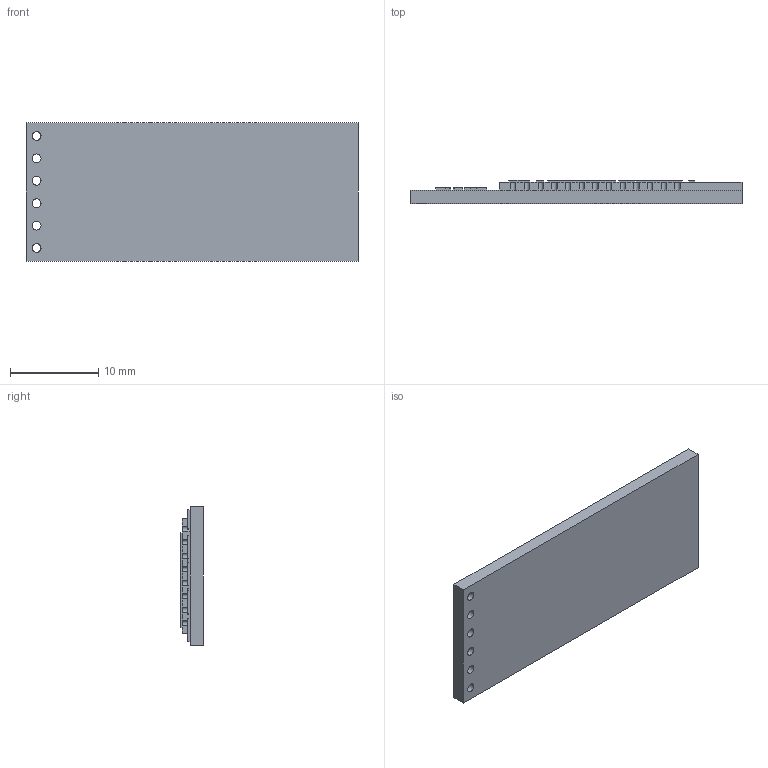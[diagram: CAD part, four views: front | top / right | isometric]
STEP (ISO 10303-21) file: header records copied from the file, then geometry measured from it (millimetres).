
FILE_DESCRIPTION(/* description */ (''),/* implementation_level */ '2;1');
FILE_NAME(/* name */ 'hc-05.step',/* time_stamp */ '2019-09-01T15:08:43+02:00',/* author */ (''),/* organization */ (''),/* preprocessor_version */ 'ST-DEVELOPER v18',/* originating_system */ 'Autodesk Translation Framework v8.6.0.1094',/* authorisation */ '');
FILE_SCHEMA (('AUTOMOTIVE_DESIGN { 1 0 10303 214 3 1 1 }'));
Length unit declared in the file: millimetre
Products named in the file (1): _______-________9
Bounding box: 37.6 x 2.6 x 15.7 mm (x, y, z)
Volume: 1224 mm3; surface area: 1564.7 mm2
Topology: 1 solids, 1 shells, 578 faces, 1501 edges, 978 vertices
Faces by surface type: plane 504, cylinder 74
Full cylindrical faces by diameter (mm): 1 x6
Entity records: 18027 total; most frequent: CARTESIAN_POINT 3058, ORIENTED_EDGE 3002, DIRECTION 2807, EDGE_CURVE 1501, LINE 1353, VECTOR 1353, VERTEX_POINT 978, AXIS2_PLACEMENT_3D 727
